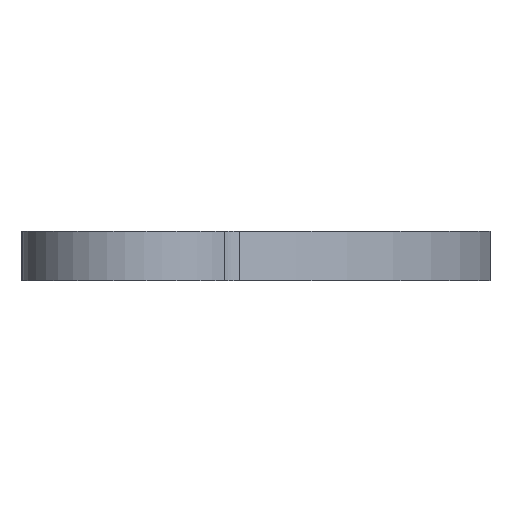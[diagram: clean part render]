
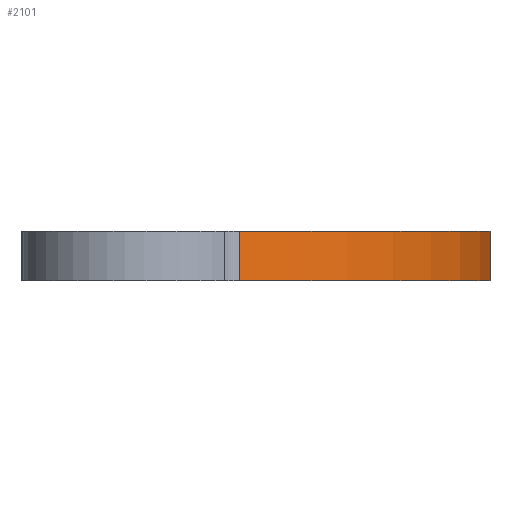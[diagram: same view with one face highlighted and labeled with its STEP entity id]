
A CAD part, front view. The second image highlights one B-rep face of the part: STEP entity #2101.
In plain terms, the highlighted cylindrical face has radius 57.543 mm (diameter 115.087 mm), a partial arc.
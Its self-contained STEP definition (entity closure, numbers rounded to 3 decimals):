
#120 = DIRECTION ( 'NONE',  ( 1., 0., 0. ) ) ;
#231 = EDGE_LOOP ( 'NONE', ( #3609, #578, #4905, #5065 ) ) ;
#343 = EDGE_CURVE ( 'NONE', #3661, #3796, #1469, .T. ) ;
#346 = EDGE_CURVE ( 'NONE', #3317, #3796, #4573, .T. ) ;
#434 = LINE ( 'NONE', #3552, #1199 ) ;
#578 = ORIENTED_EDGE ( 'NONE', *, *, #1680, .T. ) ;
#643 = AXIS2_PLACEMENT_3D ( 'NONE', #1009, #2555, #4141 ) ;
#744 = DIRECTION ( 'NONE',  ( 0., 0., 1. ) ) ;
#783 = DIRECTION ( 'NONE',  ( 0., 0., -1. ) ) ;
#822 = VECTOR ( 'NONE', #744, 1000. ) ;
#1009 = CARTESIAN_POINT ( 'NONE',  ( 0., -185., 8. ) ) ;
#1199 = VECTOR ( 'NONE', #783, 1000. ) ;
#1279 = CARTESIAN_POINT ( 'NONE',  ( 16.775, -240.044, 8. ) ) ;
#1469 = CIRCLE ( 'NONE', #2112, 57.543 ) ;
#1517 = DIRECTION ( 'NONE',  ( 1., 0., 0. ) ) ;
#1630 = CARTESIAN_POINT ( 'NONE',  ( 16.775, -240.044, 0. ) ) ;
#1680 = EDGE_CURVE ( 'NONE', #3661, #3634, #434, .T. ) ;
#1789 = CARTESIAN_POINT ( 'NONE',  ( 16.101, -129.755, 0. ) ) ;
#1846 = DIRECTION ( 'NONE',  ( 0., 0., 1. ) ) ;
#1974 = EDGE_CURVE ( 'NONE', #3634, #3317, #2997, .T. ) ;
#2101 = ADVANCED_FACE ( 'NONE', ( #4939 ), #4535, .T. ) ;
#2112 = AXIS2_PLACEMENT_3D ( 'NONE', #3012, #1846, #1517 ) ;
#2555 = DIRECTION ( 'NONE',  ( 0., 0., -1. ) ) ;
#2668 = AXIS2_PLACEMENT_3D ( 'NONE', #3260, #4859, #120 ) ;
#2992 = CARTESIAN_POINT ( 'NONE',  ( 16.101, -129.755, 8. ) ) ;
#2997 = CIRCLE ( 'NONE', #2668, 57.543 ) ;
#3012 = CARTESIAN_POINT ( 'NONE',  ( 0., -185., 8. ) ) ;
#3260 = CARTESIAN_POINT ( 'NONE',  ( 0., -185., 0. ) ) ;
#3317 = VERTEX_POINT ( 'NONE', #1789 ) ;
#3552 = CARTESIAN_POINT ( 'NONE',  ( 16.775, -240.044, 8. ) ) ;
#3609 = ORIENTED_EDGE ( 'NONE', *, *, #343, .F. ) ;
#3634 = VERTEX_POINT ( 'NONE', #1630 ) ;
#3661 = VERTEX_POINT ( 'NONE', #1279 ) ;
#3796 = VERTEX_POINT ( 'NONE', #2992 ) ;
#4141 = DIRECTION ( 'NONE',  ( -1., 0., 0. ) ) ;
#4535 = CYLINDRICAL_SURFACE ( 'NONE', #643, 57.543 ) ;
#4573 = LINE ( 'NONE', #4989, #822 ) ;
#4859 = DIRECTION ( 'NONE',  ( 0., 0., 1. ) ) ;
#4905 = ORIENTED_EDGE ( 'NONE', *, *, #1974, .T. ) ;
#4939 = FACE_OUTER_BOUND ( 'NONE', #231, .T. ) ;
#4989 = CARTESIAN_POINT ( 'NONE',  ( 16.101, -129.755, 8. ) ) ;
#5065 = ORIENTED_EDGE ( 'NONE', *, *, #346, .T. ) ;
